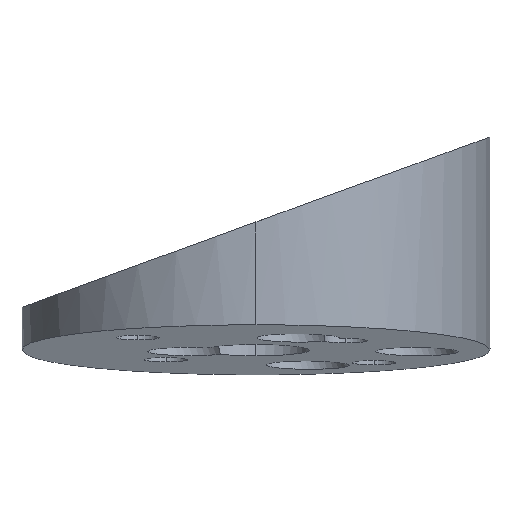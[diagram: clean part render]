
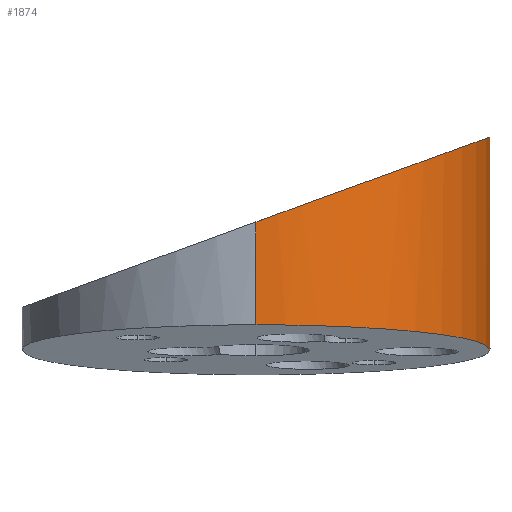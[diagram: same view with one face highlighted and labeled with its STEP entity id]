
A CAD part, top view. The second image highlights one B-rep face of the part: STEP entity #1874.
In plain terms, the highlighted cylindrical face has radius 17.5 mm (diameter 35 mm), a partial arc.
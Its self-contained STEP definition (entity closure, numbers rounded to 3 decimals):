
#18 = VECTOR ( 'NONE', #510, 1000. ) ;
#25 = LINE ( 'NONE', #1001, #18 ) ;
#57 = CYLINDRICAL_SURFACE ( 'NONE', #955, 17.5 ) ;
#67 = LINE ( 'NONE', #429, #185 ) ;
#92 = FACE_OUTER_BOUND ( 'NONE', #2028, .T. ) ;
#133 = EDGE_CURVE ( 'NONE', #558, #1153, #1141, .T. ) ;
#139 =( BOUNDED_CURVE ( )  B_SPLINE_CURVE ( 3, ( #1053, #1040, #1224, #1556 ),
 .UNSPECIFIED., .F., .T. ) 
 B_SPLINE_CURVE_WITH_KNOTS ( ( 4, 4 ),
 ( 1.571, 4.712 ),
 .UNSPECIFIED. ) 
 CURVE ( )  GEOMETRIC_REPRESENTATION_ITEM ( )  RATIONAL_B_SPLINE_CURVE ( ( 1., 0.333, 0.333, 1. ) ) 
 REPRESENTATION_ITEM ( '' )  );
#185 = VECTOR ( 'NONE', #1692, 1000. ) ;
#306 = CARTESIAN_POINT ( 'NONE',  ( 0., 3.679, 17.5 ) ) ;
#380 = CARTESIAN_POINT ( 'NONE',  ( 0., 0., -17.5 ) ) ;
#385 = VERTEX_POINT ( 'NONE', #1875 ) ;
#429 = CARTESIAN_POINT ( 'NONE',  ( 0., 22.5, 17.5 ) ) ;
#461 = CARTESIAN_POINT ( 'NONE',  ( 0., 0., -17.5 ) ) ;
#510 = DIRECTION ( 'NONE',  ( 0., -1., 0. ) ) ;
#558 = VERTEX_POINT ( 'NONE', #1463 ) ;
#673 = CARTESIAN_POINT ( 'NONE',  ( 35., 0., -17.5 ) ) ;
#896 = ORIENTED_EDGE ( 'NONE', *, *, #1052, .T. ) ;
#955 = AXIS2_PLACEMENT_3D ( 'NONE', #1230, #1339, #1515 ) ;
#978 = VERTEX_POINT ( 'NONE', #1830 ) ;
#1001 = CARTESIAN_POINT ( 'NONE',  ( 0., 22.5, -17.5 ) ) ;
#1040 = CARTESIAN_POINT ( 'NONE',  ( 35., 24.108, -17.5 ) ) ;
#1052 = EDGE_CURVE ( 'NONE', #978, #385, #139, .T. ) ;
#1053 = CARTESIAN_POINT ( 'NONE',  ( 0., 11.369, -17.5 ) ) ;
#1141 =( BOUNDED_CURVE ( )  B_SPLINE_CURVE ( 3, ( #306, #2059, #673, #380 ),
 .UNSPECIFIED., .F., .T. ) 
 B_SPLINE_CURVE_WITH_KNOTS ( ( 4, 4 ),
 ( 3.142, 6.283 ),
 .UNSPECIFIED. ) 
 CURVE ( )  GEOMETRIC_REPRESENTATION_ITEM ( )  RATIONAL_B_SPLINE_CURVE ( ( 1., 0.333, 0.333, 1. ) ) 
 REPRESENTATION_ITEM ( '' )  );
#1153 = VERTEX_POINT ( 'NONE', #461 ) ;
#1224 = CARTESIAN_POINT ( 'NONE',  ( 35., 24.108, 17.5 ) ) ;
#1230 = CARTESIAN_POINT ( 'NONE',  ( 0., 22.5, 0. ) ) ;
#1316 = ORIENTED_EDGE ( 'NONE', *, *, #1788, .F. ) ;
#1339 = DIRECTION ( 'NONE',  ( 0., -1., 0. ) ) ;
#1463 = CARTESIAN_POINT ( 'NONE',  ( 0., 3.679, 17.5 ) ) ;
#1515 = DIRECTION ( 'NONE',  ( 0., 0., -1. ) ) ;
#1556 = CARTESIAN_POINT ( 'NONE',  ( 0., 11.369, 17.5 ) ) ;
#1692 = DIRECTION ( 'NONE',  ( 0., -1., 0. ) ) ;
#1762 = ORIENTED_EDGE ( 'NONE', *, *, #1829, .T. ) ;
#1788 = EDGE_CURVE ( 'NONE', #978, #1153, #25, .T. ) ;
#1829 = EDGE_CURVE ( 'NONE', #385, #558, #67, .T. ) ;
#1830 = CARTESIAN_POINT ( 'NONE',  ( 0., 11.369, -17.5 ) ) ;
#1874 = ADVANCED_FACE ( 'NONE', ( #92 ), #57, .T. ) ;
#1875 = CARTESIAN_POINT ( 'NONE',  ( 0., 11.369, 17.5 ) ) ;
#2028 = EDGE_LOOP ( 'NONE', ( #896, #1762, #2036, #1316 ) ) ;
#2036 = ORIENTED_EDGE ( 'NONE', *, *, #133, .T. ) ;
#2059 = CARTESIAN_POINT ( 'NONE',  ( 35., 3.679, 17.5 ) ) ;
